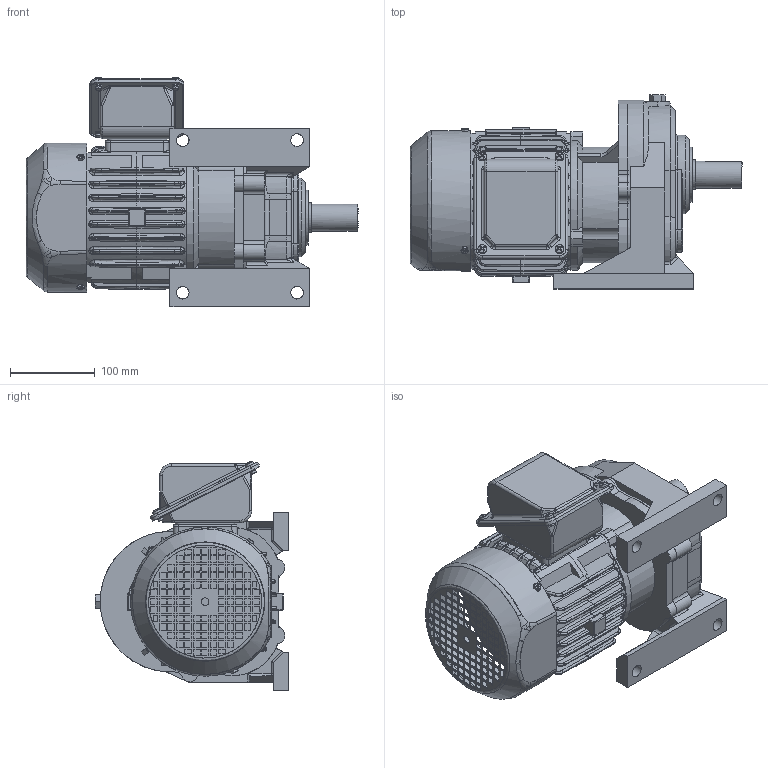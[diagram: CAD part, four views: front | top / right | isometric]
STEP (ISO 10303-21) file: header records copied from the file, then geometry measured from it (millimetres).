
FILE_DESCRIPTION (( 'STEP AP214' ), '1' );
FILE_NAME ('EK2DO07662H001_F1HM_0.75KW_R5_CUSTOMER.STEP', '2022-08-11T01:07:49', ( 'Windows 餌辨濠' ), ( '' ), 'SwSTEP 2.0', 'SolidWorks 2021', '' );
FILE_SCHEMA (( 'AUTOMOTIVE_DESIGN' ));
Length unit declared in the file: millimetre
Products named in the file (1): EK2DO07662H001_F1HM_0.75KW_R5_CUSTOMER
Bounding box: 392 x 229 x 270.46 mm (x, y, z)
Volume: 6867409.9 mm3; surface area: 636641.3 mm2
Topology: 16 solids, 16 shells, 2737 faces, 7190 edges, 4494 vertices
Faces by surface type: plane 1079, cylinder 1064, bspline 539, cone 55
Full cylindrical faces by diameter (mm): 4.917 x4, 5 x3, 6 x8, 6.647 x6, 7 x8, 8 x9, 9 x1, 10.5 x4, 15 x4, 20 x1, 32 x1, 35 x1, 40 x1, 45 x1, 65 x1, 93 x1, 147 x2
Entity records: 140149 total; most frequent: CARTESIAN_POINT 46221, ORIENTED_EDGE 14116, DIRECTION 11974, EDGE_CURVE 7058, VERTEX_POINT 4471, AXIS2_PLACEMENT_3D 4146, LINE 3682, VECTOR 3682
